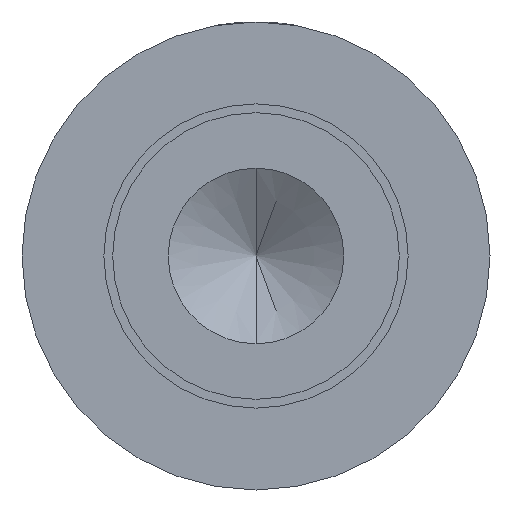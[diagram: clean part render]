
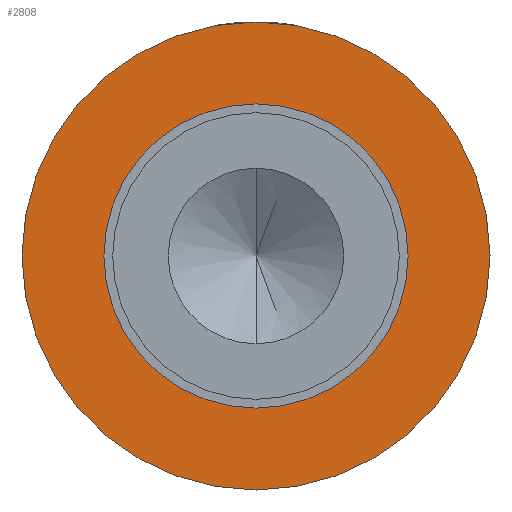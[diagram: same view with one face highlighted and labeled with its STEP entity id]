
A CAD part, front view. The second image highlights one B-rep face of the part: STEP entity #2808.
In plain terms, the highlighted planar face has unit normal (0, -1, 0).
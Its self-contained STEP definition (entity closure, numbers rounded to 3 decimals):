
#57 = DIRECTION ( 'NONE',  ( 0., 0., 1. ) ) ;
#336 = PLANE ( 'NONE',  #2806 ) ;
#489 = VERTEX_POINT ( 'NONE', #2704 ) ;
#519 = EDGE_LOOP ( 'NONE', ( #2028, #3358 ) ) ;
#746 = EDGE_CURVE ( 'Defeature ausgef�hrt2_1+Defeature ausgef�hrt2_2+Defeature ausgef�hrt2_2+Defeature ausgef�hrt2_2', #2128, #2009, #1317, .T. ) ;
#915 = DIRECTION ( 'NONE',  ( 0., 0., 1. ) ) ;
#933 = CARTESIAN_POINT ( 'NONE',  ( -2., -3., 0. ) ) ;
#957 = CARTESIAN_POINT ( 'NONE',  ( 0., -3., -1.3 ) ) ;
#1043 = CARTESIAN_POINT ( 'NONE',  ( 0., -3., 0. ) ) ;
#1167 = AXIS2_PLACEMENT_3D ( 'NONE', #1188, #1695, #915 ) ;
#1185 = AXIS2_PLACEMENT_3D ( 'NONE', #1043, #2595, #2866 ) ;
#1188 = CARTESIAN_POINT ( 'NONE',  ( 0., -3., 0. ) ) ;
#1211 = EDGE_LOOP ( 'NONE', ( #3359, #2703 ) ) ;
#1317 = CIRCLE ( 'NONE', #1185, 2. ) ;
#1350 = CARTESIAN_POINT ( 'NONE',  ( 0., -3., 0. ) ) ;
#1579 = EDGE_CURVE ( 'Defeature ausgef�hrt2_2+Defeature ausgef�hrt2_3+Defeature ausgef�hrt2_3+Defeature ausgef�hrt2_3', #3414, #489, #1986, .T. ) ;
#1618 = AXIS2_PLACEMENT_3D ( 'NONE', #1350, #2977, #57 ) ;
#1695 = DIRECTION ( 'NONE',  ( 0., 1., 0. ) ) ;
#1803 = FACE_OUTER_BOUND ( 'NONE', #519, .T. ) ;
#1833 = EDGE_CURVE ( 'Defeature ausgef�hrt2_1+Defeature ausgef�hrt2_2+Defeature ausgef�hrt2_2+Defeature ausgef�hrt2_2', #2009, #2128, #2188, .T. ) ;
#1888 = FACE_BOUND ( 'NONE', #1211, .T. ) ;
#1986 = CIRCLE ( 'NONE', #2565, 1.3 ) ;
#2009 = VERTEX_POINT ( 'NONE', #2261 ) ;
#2024 = CARTESIAN_POINT ( 'NONE',  ( 0., -3., -2. ) ) ;
#2028 = ORIENTED_EDGE ( 'NONE', *, *, #1833, .F. ) ;
#2128 = VERTEX_POINT ( 'NONE', #2024 ) ;
#2169 = DIRECTION ( 'NONE',  ( 0., 0., -1. ) ) ;
#2188 = CIRCLE ( 'NONE', #1618, 2. ) ;
#2261 = CARTESIAN_POINT ( 'NONE',  ( 0., -3., 2. ) ) ;
#2308 = EDGE_CURVE ( 'Defeature ausgef�hrt2_2+Defeature ausgef�hrt2_3+Defeature ausgef�hrt2_3+Defeature ausgef�hrt2_3', #489, #3414, #3224, .T. ) ;
#2565 = AXIS2_PLACEMENT_3D ( 'NONE', #2568, #3087, #3122 ) ;
#2568 = CARTESIAN_POINT ( 'NONE',  ( 0., -3., 0. ) ) ;
#2595 = DIRECTION ( 'NONE',  ( 0., 1., 0. ) ) ;
#2703 = ORIENTED_EDGE ( 'NONE', *, *, #1579, .T. ) ;
#2704 = CARTESIAN_POINT ( 'NONE',  ( 0., -3., 1.3 ) ) ;
#2806 = AXIS2_PLACEMENT_3D ( 'NONE', #933, #3223, #2169 ) ;
#2808 = ADVANCED_FACE ( 'Defeature ausgef�hrt2_2', ( #1888, #1803 ), #336, .T. ) ;
#2866 = DIRECTION ( 'NONE',  ( 0., 0., 1. ) ) ;
#2977 = DIRECTION ( 'NONE',  ( 0., 1., 0. ) ) ;
#3087 = DIRECTION ( 'NONE',  ( 0., 1., 0. ) ) ;
#3122 = DIRECTION ( 'NONE',  ( 0., 0., 1. ) ) ;
#3223 = DIRECTION ( 'NONE',  ( 0., -1., 0. ) ) ;
#3224 = CIRCLE ( 'NONE', #1167, 1.3 ) ;
#3358 = ORIENTED_EDGE ( 'NONE', *, *, #746, .F. ) ;
#3359 = ORIENTED_EDGE ( 'NONE', *, *, #2308, .T. ) ;
#3414 = VERTEX_POINT ( 'NONE', #957 ) ;
